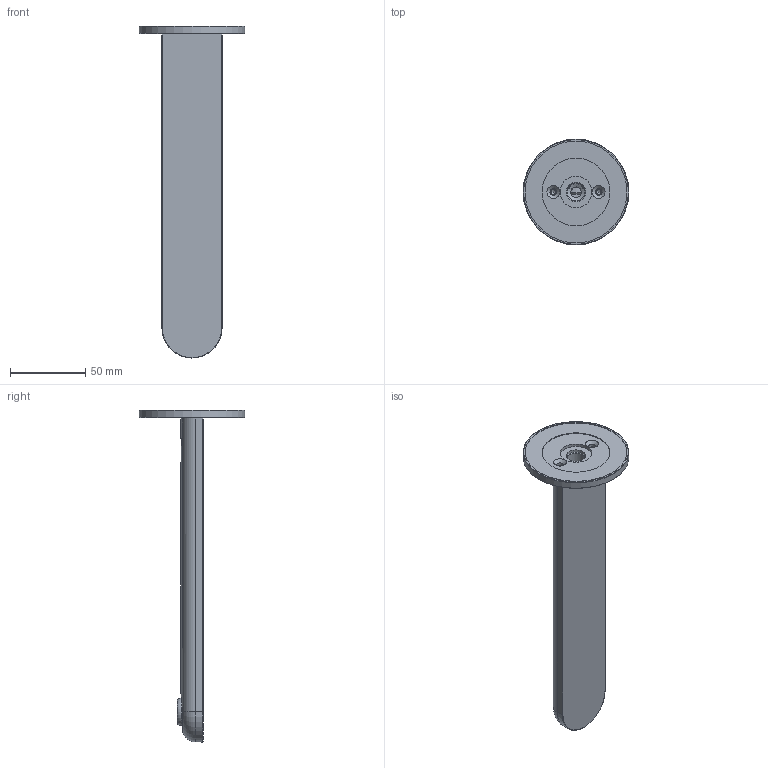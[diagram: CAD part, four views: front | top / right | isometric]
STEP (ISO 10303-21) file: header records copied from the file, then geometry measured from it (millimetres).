
FILE_DESCRIPTION(/* description */ ('Unknown'),/* implementation_level */ '2;1');
FILE_NAME(/* name */ 'GT095-20-00',/* time_stamp */ '2026-02-13T15:37:22+01:00',/* author */ ('Unknown'),/* organization */ ('Unknown'),/* preprocessor_version */ 'ST-DEVELOPER v20',/* originating_system */ 'Solid Edge',/* authorisation */ 'Unknown');
FILE_SCHEMA (('AUTOMOTIVE_DESIGN {1 0 10303 214 3 1 1}'));
Length unit declared in the file: millimetre
Products named in the file (9): GT095-20-00; GT105-002_oa_0; CB095-16; GT003-002_oa_1; gt003-002-1; gt003-002-4; GT105-03; GT105-FL70-00_oa_2; GT105-02
Assembly tree (9 placements, depth 4):
  GT095-20-00
    GT105-002_oa_0
      CB095-16  x2
      GT003-002_oa_1
        gt003-002-1
        gt003-002-4
      GT105-03
    GT105-FL70-00_oa_2
      GT105-02
Bounding box: 70 x 70 x 220 mm (x, y, z)
Volume: 110953.3 mm3; surface area: 42298.8 mm2
Topology: 6 solids, 6 shells, 937 faces, 2814 edges, 1863 vertices
Faces by surface type: plane 822, cylinder 67, cone 28, torus 10, bspline 8, sphere 2
Full cylindrical faces by diameter (mm): 3.242 x6, 4.5 x2, 7 x1, 11.5 x1, 12.5 x1, 13 x1, 15.8 x1, 16 x2, 18 x1, 18.4 x1, 20 x1, 21 x1, 21.8 x1, 22.7 x1, 22.917 x1, 24.3 x1, 26 x1, 30 x1, 45 x1, 67.5 x1, 70 x1
Entity records: 35429 total; most frequent: CARTESIAN_POINT 9616, ORIENTED_EDGE 5368, DIRECTION 4716, EDGE_CURVE 2684, LINE 2414, VECTOR 2414, VERTEX_POINT 1806, FACE_BOUND 1236
